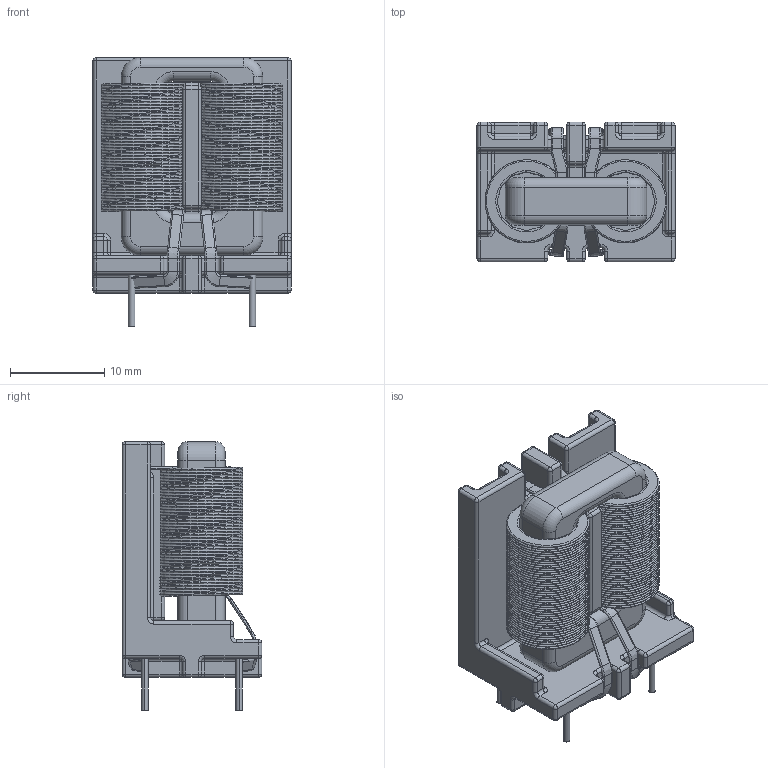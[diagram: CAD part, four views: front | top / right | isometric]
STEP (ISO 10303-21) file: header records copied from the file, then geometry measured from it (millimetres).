
FILE_DESCRIPTION(('FreeCAD Model'),'2;1');
FILE_NAME('Open CASCADE Shape Model','2026-01-09T19:15:01',('Author'),( ''),'Open CASCADE STEP processor 7.7','FreeCAD','Unknown');
FILE_SCHEMA(('AUTOMOTIVE_DESIGN { 1 0 10303 214 1 1 1 1 }'));
Length unit declared in the file: millimetre
Products named in the file (7): EasyEDA PCB Model~IMpQ; U1~FILTER-TH_XRSQ1515-5MH-V-1013~FILTER-TH_XRSQ1515-5MH-V-1013~IMpQ; FILTER-TH_XRSQ1515-5MH-V-1013~FILTER-TH_XRSQ1515-5MH-V-1013~IMpQ004; FILTER-TH_XRSQ1515-5MH-V-1013~FILTER-TH_XRSQ1515-5MH-V-1013~IMpQ; FILTER-TH_XRSQ1515-5MH-V-1013~FILTER-TH_XRSQ1515-5MH-V-1013~IMpQ001; FILTER-TH_XRSQ1515-5MH-V-1013~FILTER-TH_XRSQ1515-5MH-V-1013~IMpQ002; Shell
Assembly tree (6 placements, depth 4):
  EasyEDA PCB Model~IMpQ
    U1~FILTER-TH_XRSQ1515-5MH-V-1013~FILTER-TH_XRSQ1515-5MH-V-1013~IMpQ
      FILTER-TH_XRSQ1515-5MH-V-1013~FILTER-TH_XRSQ1515-5MH-V-1013~IMpQ004
        FILTER-TH_XRSQ1515-5MH-V-1013~FILTER-TH_XRSQ1515-5MH-V-1013~IMpQ
        FILTER-TH_XRSQ1515-5MH-V-1013~FILTER-TH_XRSQ1515-5MH-V-1013~IMpQ001
        FILTER-TH_XRSQ1515-5MH-V-1013~FILTER-TH_XRSQ1515-5MH-V-1013~IMpQ002
        Shell
Bounding box: 21 x 14.8 x 28.5 mm (x, y, z)
Volume: 1952.7 mm3; surface area: 5618.1 mm2
Topology: 3 solids, 4 shells, 588 faces, 1334 edges, 696 vertices
Faces by surface type: cylinder 270, torus 114, plane 110, sphere 58, bspline 20, cone 16
Entity records: 38486 total; most frequent: CARTESIAN_POINT 25355, DIRECTION 3056, ORIENTED_EDGE 2552, EDGE_CURVE 1276, AXIS2_PLACEMENT_3D 1257, VERTEX_POINT 696, CIRCLE 682, FACE_BOUND 594
